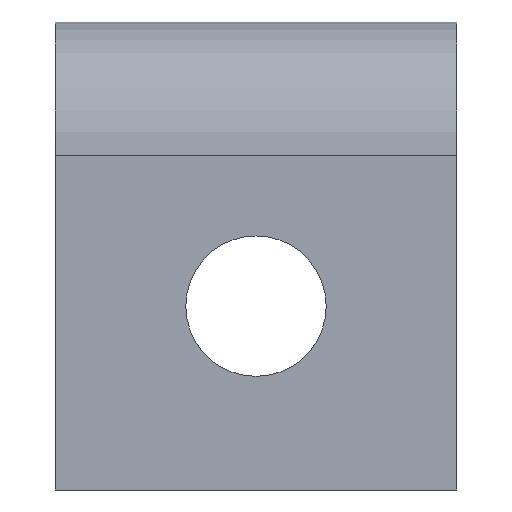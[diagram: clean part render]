
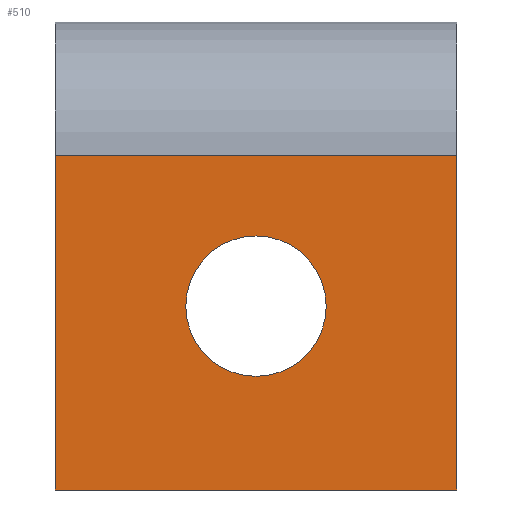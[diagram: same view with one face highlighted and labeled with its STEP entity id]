
A CAD part, front view. The second image highlights one B-rep face of the part: STEP entity #510.
In plain terms, the highlighted planar face has unit normal (0, -1, 0).
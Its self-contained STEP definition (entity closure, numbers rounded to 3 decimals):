
#4 = ORIENTED_EDGE ( 'NONE', *, *, #329, .T. ) ;
#8 = CARTESIAN_POINT ( 'NONE',  ( 6., 0., -8.5 ) ) ;
#40 = CARTESIAN_POINT ( 'NONE',  ( 0., 0., 0. ) ) ;
#52 = CARTESIAN_POINT ( 'NONE',  ( 0., 0., -14. ) ) ;
#61 = EDGE_CURVE ( 'NONE', #475, #67, #62, .T. ) ;
#62 = LINE ( 'NONE', #314, #404 ) ;
#63 = VECTOR ( 'NONE', #213, 1000. ) ;
#66 = LINE ( 'NONE', #114, #200 ) ;
#67 = VERTEX_POINT ( 'NONE', #52 ) ;
#79 = VERTEX_POINT ( 'NONE', #195 ) ;
#85 = EDGE_CURVE ( 'NONE', #187, #79, #208, .T. ) ;
#93 = DIRECTION ( 'NONE',  ( 0., 0., 1. ) ) ;
#96 = CARTESIAN_POINT ( 'NONE',  ( 12., 0., -14. ) ) ;
#98 = CIRCLE ( 'NONE', #413, 2.1 ) ;
#114 = CARTESIAN_POINT ( 'NONE',  ( 12., 0., -4. ) ) ;
#138 = AXIS2_PLACEMENT_3D ( 'NONE', #358, #481, #93 ) ;
#140 = EDGE_CURVE ( 'NONE', #318, #294, #66, .T. ) ;
#141 = FACE_OUTER_BOUND ( 'NONE', #464, .T. ) ;
#144 = DIRECTION ( 'NONE',  ( 0., -1., 0. ) ) ;
#155 = ORIENTED_EDGE ( 'NONE', *, *, #85, .F. ) ;
#176 = LINE ( 'NONE', #40, #63 ) ;
#179 = ORIENTED_EDGE ( 'NONE', *, *, #61, .F. ) ;
#181 = VECTOR ( 'NONE', #532, 1000. ) ;
#187 = VERTEX_POINT ( 'NONE', #456 ) ;
#195 = CARTESIAN_POINT ( 'NONE',  ( 6., 0., -6.4 ) ) ;
#196 = LINE ( 'NONE', #365, #181 ) ;
#200 = VECTOR ( 'NONE', #373, 1000. ) ;
#208 = CIRCLE ( 'NONE', #501, 2.1 ) ;
#211 = CARTESIAN_POINT ( 'NONE',  ( 12., 0., -4. ) ) ;
#213 = DIRECTION ( 'NONE',  ( 0., 0., -1. ) ) ;
#232 = EDGE_CURVE ( 'NONE', #318, #475, #196, .T. ) ;
#282 = ORIENTED_EDGE ( 'NONE', *, *, #140, .T. ) ;
#294 = VERTEX_POINT ( 'NONE', #474 ) ;
#314 = CARTESIAN_POINT ( 'NONE',  ( 12., 0., -14. ) ) ;
#318 = VERTEX_POINT ( 'NONE', #211 ) ;
#329 = EDGE_CURVE ( 'NONE', #294, #67, #176, .T. ) ;
#330 = EDGE_LOOP ( 'NONE', ( #155, #430 ) ) ;
#356 = CARTESIAN_POINT ( 'NONE',  ( 6., 0., -8.5 ) ) ;
#358 = CARTESIAN_POINT ( 'NONE',  ( 12., 0., 0. ) ) ;
#364 = DIRECTION ( 'NONE',  ( 0., 0., -1. ) ) ;
#365 = CARTESIAN_POINT ( 'NONE',  ( 12., 0., 0. ) ) ;
#373 = DIRECTION ( 'NONE',  ( -1., 0., 0. ) ) ;
#404 = VECTOR ( 'NONE', #522, 1000. ) ;
#413 = AXIS2_PLACEMENT_3D ( 'NONE', #356, #521, #523 ) ;
#430 = ORIENTED_EDGE ( 'NONE', *, *, #516, .F. ) ;
#456 = CARTESIAN_POINT ( 'NONE',  ( 6., 0., -10.6 ) ) ;
#464 = EDGE_LOOP ( 'NONE', ( #498, #282, #4, #179 ) ) ;
#474 = CARTESIAN_POINT ( 'NONE',  ( 0., 0., -4. ) ) ;
#475 = VERTEX_POINT ( 'NONE', #96 ) ;
#481 = DIRECTION ( 'NONE',  ( 0., 1., 0. ) ) ;
#490 = PLANE ( 'NONE',  #138 ) ;
#498 = ORIENTED_EDGE ( 'NONE', *, *, #232, .F. ) ;
#501 = AXIS2_PLACEMENT_3D ( 'NONE', #8, #144, #364 ) ;
#510 = ADVANCED_FACE ( 'NONE', ( #526, #141 ), #490, .F. ) ;
#516 = EDGE_CURVE ( 'NONE', #79, #187, #98, .T. ) ;
#521 = DIRECTION ( 'NONE',  ( 0., -1., 0. ) ) ;
#522 = DIRECTION ( 'NONE',  ( -1., 0., 0. ) ) ;
#523 = DIRECTION ( 'NONE',  ( 0., 0., -1. ) ) ;
#526 = FACE_BOUND ( 'NONE', #330, .T. ) ;
#532 = DIRECTION ( 'NONE',  ( 0., 0., -1. ) ) ;
